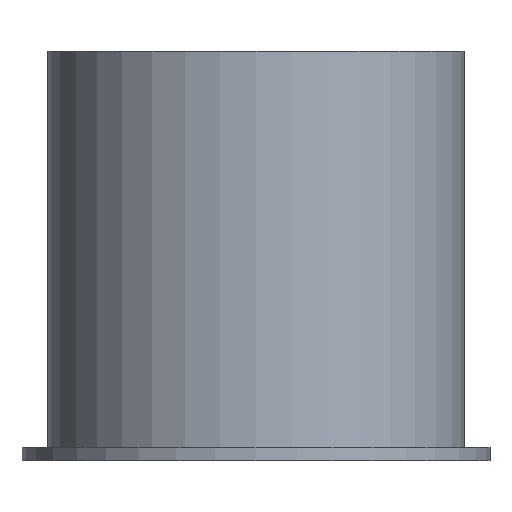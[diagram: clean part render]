
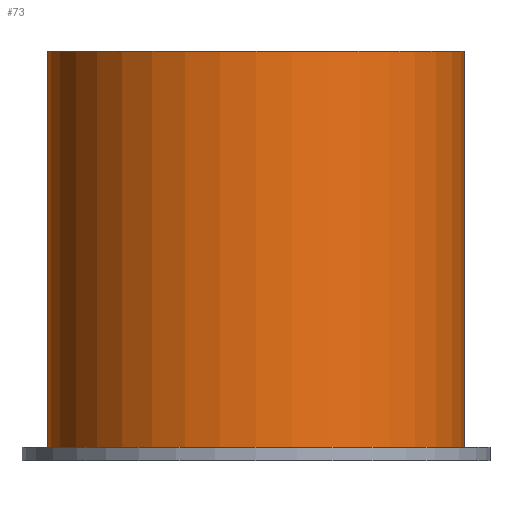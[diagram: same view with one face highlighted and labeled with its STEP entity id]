
A CAD part, front view. The second image highlights one B-rep face of the part: STEP entity #73.
In plain terms, the highlighted cylindrical face has radius 3.975 mm (diameter 7.95 mm), a partial arc.
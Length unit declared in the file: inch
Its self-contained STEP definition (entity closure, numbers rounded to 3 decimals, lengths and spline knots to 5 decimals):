
#5 = DIRECTION ( 'NONE',  ( 0., 0., -1. ) ) ;
#54 = EDGE_CURVE ( 'NONE', #198, #179, #107, .T. ) ;
#55 = AXIS2_PLACEMENT_3D ( 'NONE', #81, #345, #157 ) ;
#66 = AXIS2_PLACEMENT_3D ( 'NONE', #211, #106, #71 ) ;
#71 = DIRECTION ( 'NONE',  ( -1., 0., 0. ) ) ;
#73 = ADVANCED_FACE ( 'NONE', ( #245 ), #372, .T. ) ;
#81 = CARTESIAN_POINT ( 'NONE',  ( 0., 0., 0.308 ) ) ;
#106 = DIRECTION ( 'NONE',  ( 0., 0., -1. ) ) ;
#107 = LINE ( 'NONE', #149, #417 ) ;
#116 = VERTEX_POINT ( 'NONE', #284 ) ;
#120 = CARTESIAN_POINT ( 'NONE',  ( 0.1565, 0., 0.01 ) ) ;
#142 = AXIS2_PLACEMENT_3D ( 'NONE', #402, #5, #201 ) ;
#149 = CARTESIAN_POINT ( 'NONE',  ( 0.1565, 0., 0.308 ) ) ;
#157 = DIRECTION ( 'NONE',  ( 1., 0., 0. ) ) ;
#159 = DIRECTION ( 'NONE',  ( 0., 0., -1. ) ) ;
#175 = VERTEX_POINT ( 'NONE', #321 ) ;
#178 = ORIENTED_EDGE ( 'NONE', *, *, #54, .F. ) ;
#179 = VERTEX_POINT ( 'NONE', #120 ) ;
#198 = VERTEX_POINT ( 'NONE', #295 ) ;
#201 = DIRECTION ( 'NONE',  ( -1., 0., 0. ) ) ;
#211 = CARTESIAN_POINT ( 'NONE',  ( 0., 0., 0.308 ) ) ;
#224 = CIRCLE ( 'NONE', #142, 0.1565 ) ;
#245 = FACE_OUTER_BOUND ( 'NONE', #406, .T. ) ;
#257 = ORIENTED_EDGE ( 'NONE', *, *, #360, .T. ) ;
#266 = CARTESIAN_POINT ( 'NONE',  ( -0.1565, 0., 0.308 ) ) ;
#284 = CARTESIAN_POINT ( 'NONE',  ( -0.1565, 0., 0.308 ) ) ;
#288 = ORIENTED_EDGE ( 'NONE', *, *, #367, .F. ) ;
#294 = EDGE_CURVE ( 'NONE', #116, #198, #337, .T. ) ;
#295 = CARTESIAN_POINT ( 'NONE',  ( 0.1565, 0., 0.308 ) ) ;
#317 = LINE ( 'NONE', #266, #394 ) ;
#318 = DIRECTION ( 'NONE',  ( 0., 0., -1. ) ) ;
#321 = CARTESIAN_POINT ( 'NONE',  ( -0.1565, 0., 0.01 ) ) ;
#337 = CIRCLE ( 'NONE', #55, 0.1565 ) ;
#345 = DIRECTION ( 'NONE',  ( 0., 0., 1. ) ) ;
#346 = ORIENTED_EDGE ( 'NONE', *, *, #294, .F. ) ;
#360 = EDGE_CURVE ( 'NONE', #116, #175, #317, .T. ) ;
#367 = EDGE_CURVE ( 'NONE', #179, #175, #224, .T. ) ;
#372 = CYLINDRICAL_SURFACE ( 'NONE', #66, 0.1565 ) ;
#394 = VECTOR ( 'NONE', #159, 39.37008 ) ;
#402 = CARTESIAN_POINT ( 'NONE',  ( 0., 0., 0.01 ) ) ;
#406 = EDGE_LOOP ( 'NONE', ( #178, #346, #257, #288 ) ) ;
#417 = VECTOR ( 'NONE', #318, 39.37008 ) ;
